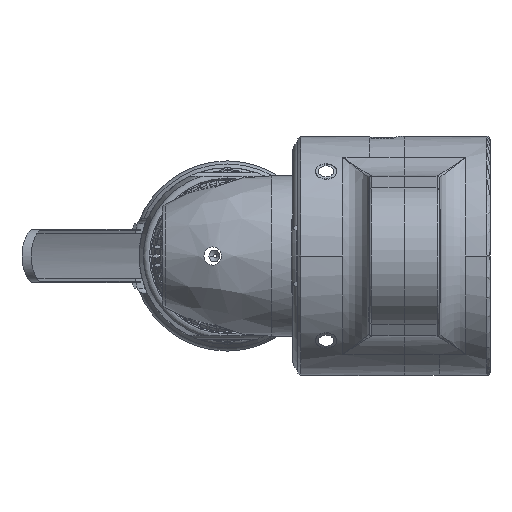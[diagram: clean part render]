
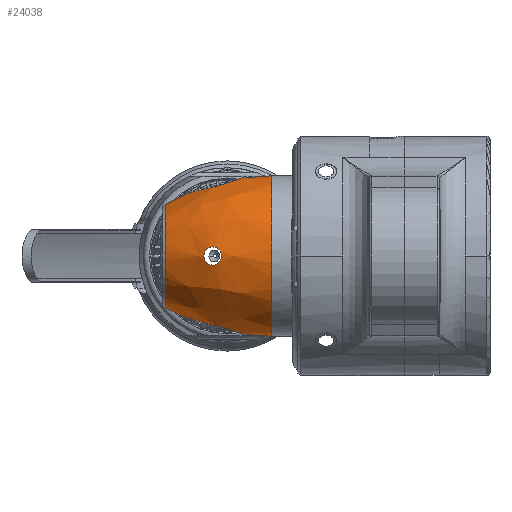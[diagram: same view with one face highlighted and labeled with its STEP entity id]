
A CAD part, left-side view. The second image highlights one B-rep face of the part: STEP entity #24038.
In plain terms, the highlighted free-form (B-spline) face has degree [3, 3] with [7, 4] control points.
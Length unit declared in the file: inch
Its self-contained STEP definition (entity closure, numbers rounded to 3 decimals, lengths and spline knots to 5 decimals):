
#13345=CARTESIAN_POINT('',(-11.37775,0.584,0.));
#13346=DIRECTION('',(0.,1.,0.));
#13347=DIRECTION('',(0.675,0.,-0.738));
#13348=AXIS2_PLACEMENT_3D('',#13345,#13346,#13347);
#13350=CARTESIAN_POINT('',(-12.02793,0.21924,0.));
#13351=CARTESIAN_POINT('',(-12.02793,0.21924,
-0.00905));
#13352=CARTESIAN_POINT('',(-12.02846,0.21661,
-0.02617));
#13353=CARTESIAN_POINT('',(-12.03107,0.20416,
-0.05114));
#13354=CARTESIAN_POINT('',(-12.03533,0.18541,
-0.06984));
#13355=CARTESIAN_POINT('',(-12.0409,0.16302,
-0.08179));
#13356=CARTESIAN_POINT('',(-12.04807,0.13687,
-0.08648));
#13357=CARTESIAN_POINT('',(-12.05593,0.11095,
-0.08227));
#13358=CARTESIAN_POINT('',(-12.06327,0.08862,
-0.0705));
#13359=CARTESIAN_POINT('',(-12.0697,0.07026,
-0.05181));
#13360=CARTESIAN_POINT('',(-12.07416,0.05807,
-0.0266));
#13361=CARTESIAN_POINT('',(-12.07512,0.05551,
-0.00914));
#13362=CARTESIAN_POINT('',(-12.07512,0.05551,0.));
#13364=CARTESIAN_POINT('',(-12.07512,0.05551,0.));
#13365=CARTESIAN_POINT('',(-12.07512,0.05551,
0.00749));
#13366=CARTESIAN_POINT('',(-12.07447,0.05726,
0.02217));
#13367=CARTESIAN_POINT('',(-12.07125,0.06601,
0.04446));
#13368=CARTESIAN_POINT('',(-12.06615,0.08032,
0.06297));
#13369=CARTESIAN_POINT('',(-12.06039,0.09731,
0.07561));
#13370=CARTESIAN_POINT('',(-12.05431,0.1162,
0.08343));
#13371=CARTESIAN_POINT('',(-12.04733,0.13953,
0.08619));
#13372=CARTESIAN_POINT('',(-12.04065,0.164,
0.08134));
#13373=CARTESIAN_POINT('',(-12.03522,0.18589,
0.06941));
#13374=CARTESIAN_POINT('',(-12.0311,0.20405,
0.05121));
#13375=CARTESIAN_POINT('',(-12.02847,0.21658,
0.02631));
#13376=CARTESIAN_POINT('',(-12.02793,0.21924,
0.00912));
#13377=CARTESIAN_POINT('',(-12.02793,0.21924,0.));
#13393=CARTESIAN_POINT('',(-11.37775,-0.416,0.));
#13394=DIRECTION('',(0.,1.,0.));
#13395=DIRECTION('',(0.659,0.,-0.752));
#13396=AXIS2_PLACEMENT_3D('',#13393,#13394,#13395);
#13458=CARTESIAN_POINT('',(-11.04972,0.584,
0.35833));
#13459=CARTESIAN_POINT('',(-11.0615,0.56458,
0.38431));
#13460=CARTESIAN_POINT('',(-11.0855,0.52426,
0.43091));
#13461=CARTESIAN_POINT('',(-11.1186,0.46455,
0.48585));
#13462=CARTESIAN_POINT('',(-11.1475,0.40573,
0.53012));
#13463=CARTESIAN_POINT('',(-11.17036,0.34875,
0.56549));
#13464=CARTESIAN_POINT('',(-11.18597,0.29361,
0.59384));
#13465=CARTESIAN_POINT('',(-11.19383,0.23649,
0.6179));
#13466=CARTESIAN_POINT('',(-11.19122,0.17338,
0.63867));
#13467=CARTESIAN_POINT('',(-11.17564,0.10557,
0.65456));
#13468=CARTESIAN_POINT('',(-11.1485,0.03439,
0.66463));
#13469=CARTESIAN_POINT('',(-11.11102,-0.04232,
0.66816));
#13470=CARTESIAN_POINT('',(-11.06487,-0.12475,
0.66355));
#13471=CARTESIAN_POINT('',(-11.01093,-0.21393,
0.64849));
#13472=CARTESIAN_POINT('',(-10.94991,-0.31034,
0.61969));
#13473=CARTESIAN_POINT('',(-10.9044,-0.38037,
0.5874));
#13474=CARTESIAN_POINT('',(-10.88107,-0.416,
0.56696));
#13499=CARTESIAN_POINT('',(-10.88107,-0.416,
-0.56696));
#13500=CARTESIAN_POINT('',(-10.90431,-0.38051,
-0.58732));
#13501=CARTESIAN_POINT('',(-10.94963,-0.31077,
-0.6195));
#13502=CARTESIAN_POINT('',(-11.0104,-0.21477,
-0.64827));
#13503=CARTESIAN_POINT('',(-11.06413,-0.126,
-0.66339));
#13504=CARTESIAN_POINT('',(-11.11018,-0.04389,
-0.66814));
#13505=CARTESIAN_POINT('',(-11.14764,0.0325,
-0.66479));
#13506=CARTESIAN_POINT('',(-11.1749,0.1033,
-0.65497));
#13507=CARTESIAN_POINT('',(-11.19086,0.1709,
-0.63935));
#13508=CARTESIAN_POINT('',(-11.19396,0.23428,
-0.61874));
#13509=CARTESIAN_POINT('',(-11.18635,0.29193,
-0.59463));
#13510=CARTESIAN_POINT('',(-11.17082,0.34745,
-0.56623));
#13511=CARTESIAN_POINT('',(-11.14796,0.40474,
-0.53081));
#13512=CARTESIAN_POINT('',(-11.11896,0.46388,
-0.48642));
#13513=CARTESIAN_POINT('',(-11.0857,0.52393,
-0.43127));
#13514=CARTESIAN_POINT('',(-11.06156,0.56447,
-0.38445));
#13515=CARTESIAN_POINT('',(-11.04972,0.584,
-0.35833));
#22477=VERTEX_POINT('',#13458);
#22478=VERTEX_POINT('',#13474);
#22481=VERTEX_POINT('',#13499);
#22482=VERTEX_POINT('',#13515);
#23976=VERTEX_POINT('',#13362);
#23977=VERTEX_POINT('',#13350);
#23994=CARTESIAN_POINT('',(-10.8197,-0.43694,
-0.50652));
#23995=CARTESIAN_POINT('',(-10.81685,-0.06938,
-0.5091));
#23996=CARTESIAN_POINT('',(-10.8873,0.28569,
-0.44516));
#23997=CARTESIAN_POINT('',(-11.02586,0.60208,
-0.3194));
#23998=CARTESIAN_POINT('',(-11.36899,-0.43694,
-1.11168));
#23999=CARTESIAN_POINT('',(-11.36894,-0.06938,
-1.11736));
#24000=CARTESIAN_POINT('',(-11.37005,0.28569,
-0.97702));
#24001=CARTESIAN_POINT('',(-11.37222,0.60208,
-0.70101));
#24002=CARTESIAN_POINT('',(-12.13139,-0.43694,
-0.81727));
#24003=CARTESIAN_POINT('',(-12.13524,-0.06938,
-0.82145));
#24004=CARTESIAN_POINT('',(-12.0401,0.28569,
-0.71828));
#24005=CARTESIAN_POINT('',(-11.85298,0.60208,
-0.51536));
#24006=CARTESIAN_POINT('',(-12.13139,-0.43694,0.));
#24007=CARTESIAN_POINT('',(-12.13524,-0.06938,0.));
#24008=CARTESIAN_POINT('',(-12.0401,0.28569,0.));
#24009=CARTESIAN_POINT('',(-11.85298,0.60208,0.));
#24010=CARTESIAN_POINT('',(-12.13139,-0.43694,
0.81727));
#24011=CARTESIAN_POINT('',(-12.13524,-0.06938,
0.82145));
#24012=CARTESIAN_POINT('',(-12.0401,0.28569,
0.71828));
#24013=CARTESIAN_POINT('',(-11.85298,0.60208,
0.51536));
#24014=CARTESIAN_POINT('',(-11.36899,-0.43694,
1.11168));
#24015=CARTESIAN_POINT('',(-11.36894,-0.06938,
1.11736));
#24016=CARTESIAN_POINT('',(-11.37005,0.28569,
0.97702));
#24017=CARTESIAN_POINT('',(-11.37222,0.60208,
0.70101));
#24018=CARTESIAN_POINT('',(-10.8197,-0.43694,
0.50652));
#24019=CARTESIAN_POINT('',(-10.81685,-0.06938,
0.5091));
#24020=CARTESIAN_POINT('',(-10.8873,0.28569,
0.44516));
#24021=CARTESIAN_POINT('',(-11.02586,0.60208,
0.3194));
#24022=(BOUNDED_SURFACE()B_SPLINE_SURFACE(3,3,((#23994,#23995,#23996,#23997),(
#23998,#23999,#24000,#24001),(#24002,#24003,#24004,#24005),(#24006,#24007,
#24008,#24009),(#24010,#24011,#24012,#24013),(#24014,#24015,#24016,#24017),(
#24018,#24019,#24020,#24021)),.UNSPECIFIED.,.F.,.F.,.F.)B_SPLINE_SURFACE_WITH_KNOTS((4,3,4),(4,4),(0.,1.,2.),(0.,1.),.UNSPECIFIED.)GEOMETRIC_REPRESENTATION_ITEM()RATIONAL_B_SPLINE_SURFACE(((1.498,1.461,
1.461,1.498),(0.859,0.838,
0.838,0.859),(0.859,0.838,
0.838,0.859),(1.498,1.461,
1.461,1.498),(0.859,0.838,
0.838,0.859),(0.859,0.838,
0.838,0.859),(1.498,1.461,
1.461,1.498)))REPRESENTATION_ITEM('')SURFACE());
#24024=ORIENTED_EDGE('',*,*,#24023,.T.);
#24026=ORIENTED_EDGE('',*,*,#24025,.F.);
#24028=ORIENTED_EDGE('',*,*,#24027,.T.);
#24029=ORIENTED_EDGE('',*,*,#23987,.T.);
#24030=EDGE_LOOP('',(#24024,#24026,#24028,#24029));
#24031=FACE_OUTER_BOUND('',#24030,.F.);
#24033=ORIENTED_EDGE('',*,*,#24032,.T.);
#24035=ORIENTED_EDGE('',*,*,#24034,.T.);
#24036=EDGE_LOOP('',(#24033,#24035));
#24037=FACE_BOUND('',#24036,.F.);
#24038=ADVANCED_FACE('',(#24031,#24037),#24022,.T.);
#13349=CIRCLE('',#13348,0.4858);
#13363=B_SPLINE_CURVE_WITH_KNOTS('',3,(#13350,#13351,#13352,#13353,#13354,
#13355,#13356,#13357,#13358,#13359,#13360,#13361,#13362),.UNSPECIFIED.,.F.,.F.,(
4,1,1,1,1,1,1,1,1,1,4),(0.,0.1,0.2,0.3,0.4,0.5,0.6,0.7,0.8,
0.9,1.),.UNSPECIFIED.);
#13378=B_SPLINE_CURVE_WITH_KNOTS('',3,(#13364,#13365,#13366,#13367,#13368,
#13369,#13370,#13371,#13372,#13373,#13374,#13375,#13376,#13377),.UNSPECIFIED.,
.F.,.F.,(4,1,1,1,1,1,1,1,1,1,1,4),(0.,0.09091,0.18182,
0.27273,0.36364,0.45455,0.54545,
0.63636,0.72727,0.81818,0.90909,1.),
.UNSPECIFIED.);
#13397=CIRCLE('',#13396,0.75375);
#13475=B_SPLINE_CURVE_WITH_KNOTS('',3,(#13458,#13459,#13460,#13461,#13462,
#13463,#13464,#13465,#13466,#13467,#13468,#13469,#13470,#13471,#13472,#13473,
#13474),.UNSPECIFIED.,.F.,.F.,(4,1,1,1,1,1,1,1,1,1,1,1,1,1,4),(0.,
0.07143,0.14286,0.21429,0.28571,
0.35714,0.42857,0.5,0.57143,0.64286,
0.71429,0.78571,0.85714,0.92857,1.),
.UNSPECIFIED.);
#13516=B_SPLINE_CURVE_WITH_KNOTS('',3,(#13499,#13500,#13501,#13502,#13503,
#13504,#13505,#13506,#13507,#13508,#13509,#13510,#13511,#13512,#13513,#13514,
#13515),.UNSPECIFIED.,.F.,.F.,(4,1,1,1,1,1,1,1,1,1,1,1,1,1,4),(0.,
0.07143,0.14286,0.21429,0.28571,
0.35714,0.42857,0.5,0.57143,0.64286,
0.71429,0.78571,0.85714,0.92857,1.),
.UNSPECIFIED.);
#23987=EDGE_CURVE('',#22482,#22477,#13349,.T.);
#24023=EDGE_CURVE('',#22477,#22478,#13475,.T.);
#24025=EDGE_CURVE('',#22481,#22478,#13397,.T.);
#24027=EDGE_CURVE('',#22481,#22482,#13516,.T.);
#24032=EDGE_CURVE('',#23977,#23976,#13363,.T.);
#24034=EDGE_CURVE('',#23976,#23977,#13378,.T.);
